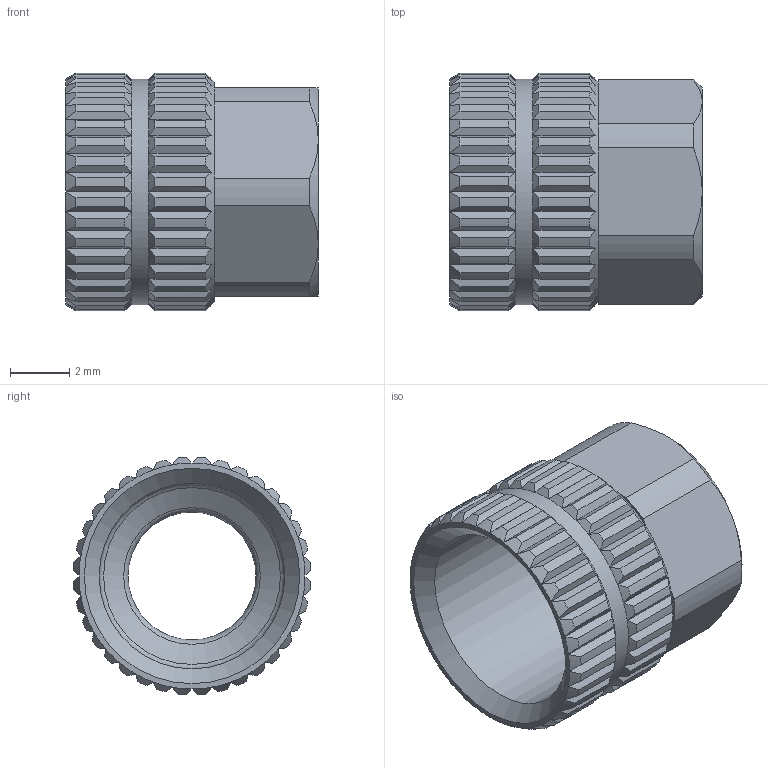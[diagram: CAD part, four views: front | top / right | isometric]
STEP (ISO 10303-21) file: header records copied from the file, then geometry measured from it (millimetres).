
FILE_DESCRIPTION(/* description */ (''),/* implementation_level */ '2;1');
FILE_NAME(/* name */ 'mck_3_msv.stp',/* time_stamp */ '2017-03-15T09:43:37+01:00',/* author */ ('leitheußer'),/* organization */ (''),/* preprocessor_version */ 'ST-DEVELOPER v15.6',/* originating_system */ 'Autodesk Inventor LT ',/* authorisation */ '');
FILE_SCHEMA (('AUTOMOTIVE_DESIGN { 1 0 10303 214 3 1 1 }'));
Length unit declared in the file: millimetre
Products named in the file (1): mck_3_msv
Bounding box: 8.5 x 7.99 x 7.99 mm (x, y, z)
Volume: 166.5 mm3; surface area: 427.9 mm2
Topology: 1 solids, 1 shells, 365 faces, 849 edges, 486 vertices
Faces by surface type: plane 164, cone 117, cylinder 81, torus 3
Full cylindrical faces by diameter (mm): 4.3 x1, 6.25 x1, 7.59 x1
Entity records: 10288 total; most frequent: CARTESIAN_POINT 2648, ORIENTED_EDGE 1672, DIRECTION 1558, EDGE_CURVE 836, AXIS2_PLACEMENT_3D 656, VERTEX_POINT 482, EDGE_LOOP 376, FACE_OUTER_BOUND 365
